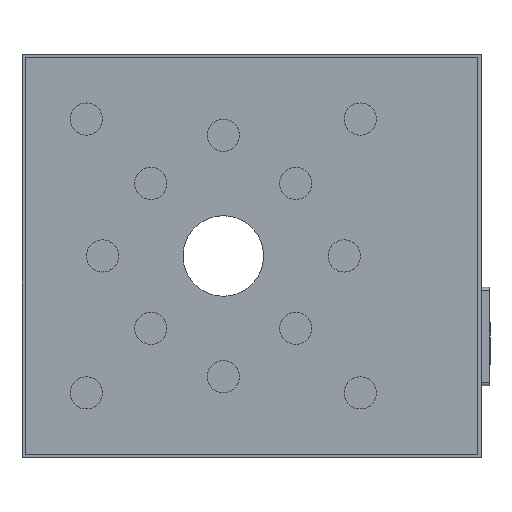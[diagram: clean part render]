
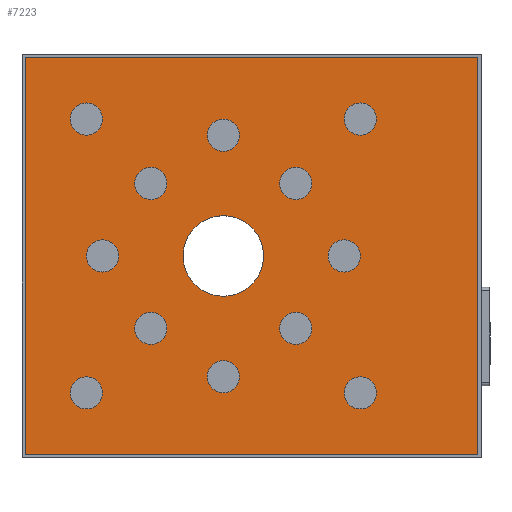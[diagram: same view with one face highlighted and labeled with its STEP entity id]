
A CAD part, top view. The second image highlights one B-rep face of the part: STEP entity #7223.
In plain terms, the highlighted planar face has unit normal (0, 0, 1).
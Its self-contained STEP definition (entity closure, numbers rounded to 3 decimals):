
#3380=CIRCLE('',#6946,25.);
#3381=CIRCLE('',#6948,10.);
#3382=CIRCLE('',#6949,10.);
#3383=CIRCLE('',#6950,10.);
#3384=CIRCLE('',#6951,10.);
#3385=CIRCLE('',#6952,10.);
#3386=CIRCLE('',#6953,10.);
#3387=CIRCLE('',#6954,10.);
#3388=CIRCLE('',#6955,10.);
#3389=CIRCLE('',#6956,10.);
#3390=CIRCLE('',#6957,10.);
#3391=CIRCLE('',#6958,10.);
#3392=CIRCLE('',#6959,10.);
#3894=ORIENTED_EDGE('',*,*,#4705,.T.);
#3895=ORIENTED_EDGE('',*,*,#4706,.T.);
#3896=ORIENTED_EDGE('',*,*,#4707,.T.);
#3897=ORIENTED_EDGE('',*,*,#4708,.T.);
#3898=ORIENTED_EDGE('',*,*,#4704,.F.);
#3899=ORIENTED_EDGE('',*,*,#4709,.T.);
#3900=ORIENTED_EDGE('',*,*,#4710,.T.);
#3901=ORIENTED_EDGE('',*,*,#4711,.T.);
#3902=ORIENTED_EDGE('',*,*,#4712,.T.);
#3903=ORIENTED_EDGE('',*,*,#4713,.T.);
#3904=ORIENTED_EDGE('',*,*,#4714,.T.);
#3905=ORIENTED_EDGE('',*,*,#4715,.T.);
#3906=ORIENTED_EDGE('',*,*,#4716,.T.);
#3907=ORIENTED_EDGE('',*,*,#4717,.T.);
#3908=ORIENTED_EDGE('',*,*,#4718,.T.);
#3909=ORIENTED_EDGE('',*,*,#4719,.T.);
#3910=ORIENTED_EDGE('',*,*,#4720,.T.);
#4095=VECTOR('',#5887,1.);
#4096=VECTOR('',#5888,1.);
#4097=VECTOR('',#5889,1.);
#4098=VECTOR('',#5890,1.);
#4235=LINE('',#6593,#4095);
#4236=LINE('',#6595,#4096);
#4237=LINE('',#6597,#4097);
#4238=LINE('',#6598,#4098);
#4429=VERTEX_POINT('',#6588);
#4430=VERTEX_POINT('',#6591);
#4431=VERTEX_POINT('',#6592);
#4432=VERTEX_POINT('',#6594);
#4433=VERTEX_POINT('',#6596);
#4434=VERTEX_POINT('',#6599);
#4435=VERTEX_POINT('',#6601);
#4436=VERTEX_POINT('',#6603);
#4437=VERTEX_POINT('',#6605);
#4438=VERTEX_POINT('',#6607);
#4439=VERTEX_POINT('',#6609);
#4440=VERTEX_POINT('',#6611);
#4441=VERTEX_POINT('',#6613);
#4442=VERTEX_POINT('',#6615);
#4443=VERTEX_POINT('',#6617);
#4444=VERTEX_POINT('',#6619);
#4445=VERTEX_POINT('',#6621);
#4704=EDGE_CURVE('',#4429,#4429,#3380,.T.);
#4705=EDGE_CURVE('',#4430,#4431,#4235,.T.);
#4706=EDGE_CURVE('',#4431,#4432,#4236,.T.);
#4707=EDGE_CURVE('',#4432,#4433,#4237,.T.);
#4708=EDGE_CURVE('',#4433,#4430,#4238,.T.);
#4709=EDGE_CURVE('',#4434,#4434,#3381,.T.);
#4710=EDGE_CURVE('',#4435,#4435,#3382,.T.);
#4711=EDGE_CURVE('',#4436,#4436,#3383,.T.);
#4712=EDGE_CURVE('',#4437,#4437,#3384,.T.);
#4713=EDGE_CURVE('',#4438,#4438,#3385,.T.);
#4714=EDGE_CURVE('',#4439,#4439,#3386,.T.);
#4715=EDGE_CURVE('',#4440,#4440,#3387,.T.);
#4716=EDGE_CURVE('',#4441,#4441,#3388,.T.);
#4717=EDGE_CURVE('',#4442,#4442,#3389,.T.);
#4718=EDGE_CURVE('',#4443,#4443,#3390,.T.);
#4719=EDGE_CURVE('',#4444,#4444,#3391,.T.);
#4720=EDGE_CURVE('',#4445,#4445,#3392,.T.);
#4925=EDGE_LOOP('',(#3894,#3895,#3896,#3897));
#4926=EDGE_LOOP('',(#3898));
#4927=EDGE_LOOP('',(#3899));
#4928=EDGE_LOOP('',(#3900));
#4929=EDGE_LOOP('',(#3901));
#4930=EDGE_LOOP('',(#3902));
#4931=EDGE_LOOP('',(#3903));
#4932=EDGE_LOOP('',(#3904));
#4933=EDGE_LOOP('',(#3905));
#4934=EDGE_LOOP('',(#3906));
#4935=EDGE_LOOP('',(#3907));
#4936=EDGE_LOOP('',(#3908));
#4937=EDGE_LOOP('',(#3909));
#4938=EDGE_LOOP('',(#3910));
#5171=FACE_BOUND('',#4925,.T.);
#5172=FACE_BOUND('',#4926,.T.);
#5173=FACE_BOUND('',#4927,.T.);
#5174=FACE_BOUND('',#4928,.T.);
#5175=FACE_BOUND('',#4929,.T.);
#5176=FACE_BOUND('',#4930,.T.);
#5177=FACE_BOUND('',#4931,.T.);
#5178=FACE_BOUND('',#4932,.T.);
#5179=FACE_BOUND('',#4933,.T.);
#5180=FACE_BOUND('',#4934,.T.);
#5181=FACE_BOUND('',#4935,.T.);
#5182=FACE_BOUND('',#4936,.T.);
#5183=FACE_BOUND('',#4937,.T.);
#5184=FACE_BOUND('',#4938,.T.);
#5883=DIRECTION('',(0.,0.,1.));
#5884=DIRECTION('',(0.,25.,0.));
#5885=DIRECTION('',(0.,0.,1.));
#5886=DIRECTION('',(0.,-1.,0.));
#5887=DIRECTION('',(281.,0.,0.));
#5888=DIRECTION('',(0.,246.,0.));
#5889=DIRECTION('',(-281.,0.,0.));
#5890=DIRECTION('',(0.,-246.,0.));
#5891=DIRECTION('',(0.,0.,-1.));
#5892=DIRECTION('',(-10.,0.,0.));
#5893=DIRECTION('',(0.,0.,-1.));
#5894=DIRECTION('',(-10.,0.,0.));
#5895=DIRECTION('',(0.,0.,-1.));
#5896=DIRECTION('',(-10.,0.,0.));
#5897=DIRECTION('',(0.,0.,-1.));
#5898=DIRECTION('',(-10.,0.,0.));
#5899=DIRECTION('',(0.,0.,-1.));
#5900=DIRECTION('',(-10.,0.,0.));
#5901=DIRECTION('',(0.,0.,-1.));
#5902=DIRECTION('',(-10.,0.,0.));
#5903=DIRECTION('',(0.,0.,-1.));
#5904=DIRECTION('',(-10.,0.,0.));
#5905=DIRECTION('',(0.,0.,-1.));
#5906=DIRECTION('',(-10.,0.,0.));
#5907=DIRECTION('',(0.,0.,-1.));
#5908=DIRECTION('',(-10.,0.,0.));
#5909=DIRECTION('',(0.,0.,-1.));
#5910=DIRECTION('',(-10.,0.,0.));
#5911=DIRECTION('',(0.,0.,-1.));
#5912=DIRECTION('',(-10.,0.,0.));
#5913=DIRECTION('',(0.,0.,-1.));
#5914=DIRECTION('',(-10.,0.,0.));
#6588=CARTESIAN_POINT('',(160.,150.,32.));
#6589=CARTESIAN_POINT('',(160.,125.,32.));
#6590=CARTESIAN_POINT('',(2.,2.,32.));
#6591=CARTESIAN_POINT('',(2.,2.,32.));
#6592=CARTESIAN_POINT('',(283.,2.,32.));
#6593=CARTESIAN_POINT('',(2.,2.,32.));
#6594=CARTESIAN_POINT('',(283.,248.,32.));
#6595=CARTESIAN_POINT('',(283.,2.,32.));
#6596=CARTESIAN_POINT('',(2.,248.,32.));
#6597=CARTESIAN_POINT('',(283.,248.,32.));
#6598=CARTESIAN_POINT('',(2.,248.,32.));
#6599=CARTESIAN_POINT('',(65.,40.,32.));
#6600=CARTESIAN_POINT('',(75.,40.,32.));
#6601=CARTESIAN_POINT('',(105.,80.,32.));
#6602=CARTESIAN_POINT('',(115.,80.,32.));
#6603=CARTESIAN_POINT('',(75.,125.,32.));
#6604=CARTESIAN_POINT('',(85.,125.,32.));
#6605=CARTESIAN_POINT('',(65.,210.,32.));
#6606=CARTESIAN_POINT('',(75.,210.,32.));
#6607=CARTESIAN_POINT('',(105.,170.,32.));
#6608=CARTESIAN_POINT('',(115.,170.,32.));
#6609=CARTESIAN_POINT('',(150.,200.,32.));
#6610=CARTESIAN_POINT('',(160.,200.,32.));
#6611=CARTESIAN_POINT('',(150.,50.,32.));
#6612=CARTESIAN_POINT('',(160.,50.,32.));
#6613=CARTESIAN_POINT('',(195.,80.,32.));
#6614=CARTESIAN_POINT('',(205.,80.,32.));
#6615=CARTESIAN_POINT('',(235.,40.,32.));
#6616=CARTESIAN_POINT('',(245.,40.,32.));
#6617=CARTESIAN_POINT('',(225.,125.,32.));
#6618=CARTESIAN_POINT('',(235.,125.,32.));
#6619=CARTESIAN_POINT('',(195.,170.,32.));
#6620=CARTESIAN_POINT('',(205.,170.,32.));
#6621=CARTESIAN_POINT('',(235.,210.,32.));
#6622=CARTESIAN_POINT('',(245.,210.,32.));
#6946=AXIS2_PLACEMENT_3D('',#6589,#5883,#5884);
#6947=AXIS2_PLACEMENT_3D('',#6590,#5885,#5886);
#6948=AXIS2_PLACEMENT_3D('',#6600,#5891,#5892);
#6949=AXIS2_PLACEMENT_3D('',#6602,#5893,#5894);
#6950=AXIS2_PLACEMENT_3D('',#6604,#5895,#5896);
#6951=AXIS2_PLACEMENT_3D('',#6606,#5897,#5898);
#6952=AXIS2_PLACEMENT_3D('',#6608,#5899,#5900);
#6953=AXIS2_PLACEMENT_3D('',#6610,#5901,#5902);
#6954=AXIS2_PLACEMENT_3D('',#6612,#5903,#5904);
#6955=AXIS2_PLACEMENT_3D('',#6614,#5905,#5906);
#6956=AXIS2_PLACEMENT_3D('',#6616,#5907,#5908);
#6957=AXIS2_PLACEMENT_3D('',#6618,#5909,#5910);
#6958=AXIS2_PLACEMENT_3D('',#6620,#5911,#5912);
#6959=AXIS2_PLACEMENT_3D('',#6622,#5913,#5914);
#7071=PLANE('',#6947);
#7223=ADVANCED_FACE('',(#5171,#5172,#5173,#5174,#5175,#5176,#5177,#5178,
#5179,#5180,#5181,#5182,#5183,#5184),#7071,.T.);
